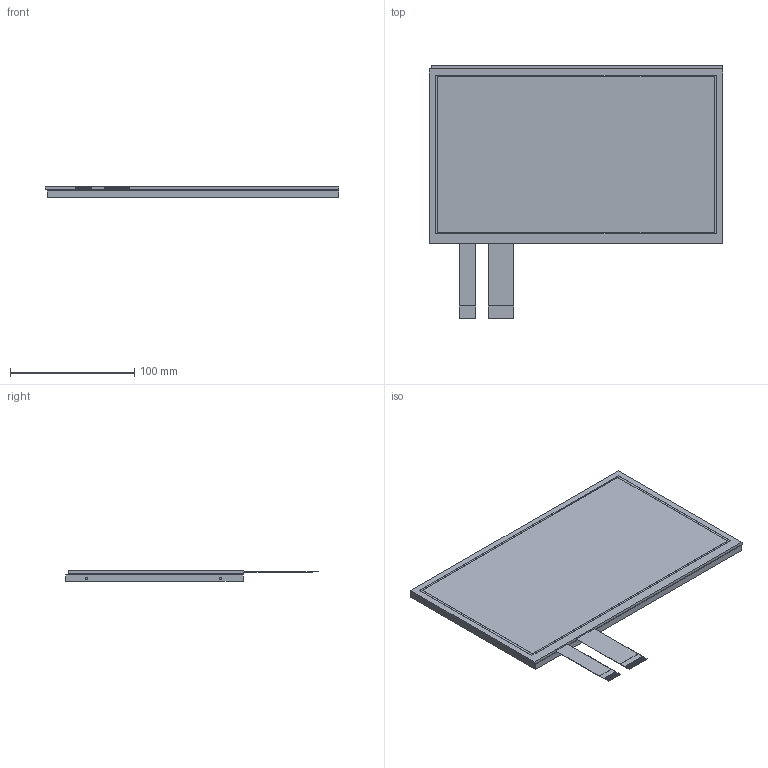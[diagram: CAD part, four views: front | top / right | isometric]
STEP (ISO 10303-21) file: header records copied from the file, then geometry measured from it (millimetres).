
FILE_DESCRIPTION(/* description */ (''),/* implementation_level */ '2;1');
FILE_NAME(/* name */ 'HP_TK-SPA101WS-11.stp',/* time_stamp */ '2023-05-22T16:14:57+09:00',/* author */ ('KIKOU-CAD2'),/* organization */ (''),/* preprocessor_version */ 'ST-DEVELOPER v18.1',/* originating_system */ 'Autodesk Inventor 2020',/* authorisation */ '');
FILE_SCHEMA (('AUTOMOTIVE_DESIGN { 1 0 10303 214 3 1 1 }'));
Products named in the file (1): HP_TK-SPA101WS-11
Bounding box: 236.86 x 203.73 x 8.67 mm (x, y, z)
Volume: 255738.3 mm3; surface area: 140894.6 mm2
Topology: 1 solids, 2 shells, 1903 faces, 5625 edges, 3719 vertices
Faces by surface type: plane 1346, cylinder 509, bspline 31, sphere 9, torus 4, cone 4
Full cylindrical faces by diameter (mm): 0.5 x2, 1.567 x4
Entity records: 64813 total; most frequent: CARTESIAN_POINT 12849, ORIENTED_EDGE 11226, DIRECTION 10441, EDGE_CURVE 5613, LINE 4443, VECTOR 4443, VERTEX_POINT 3719, AXIS2_PLACEMENT_3D 2999
